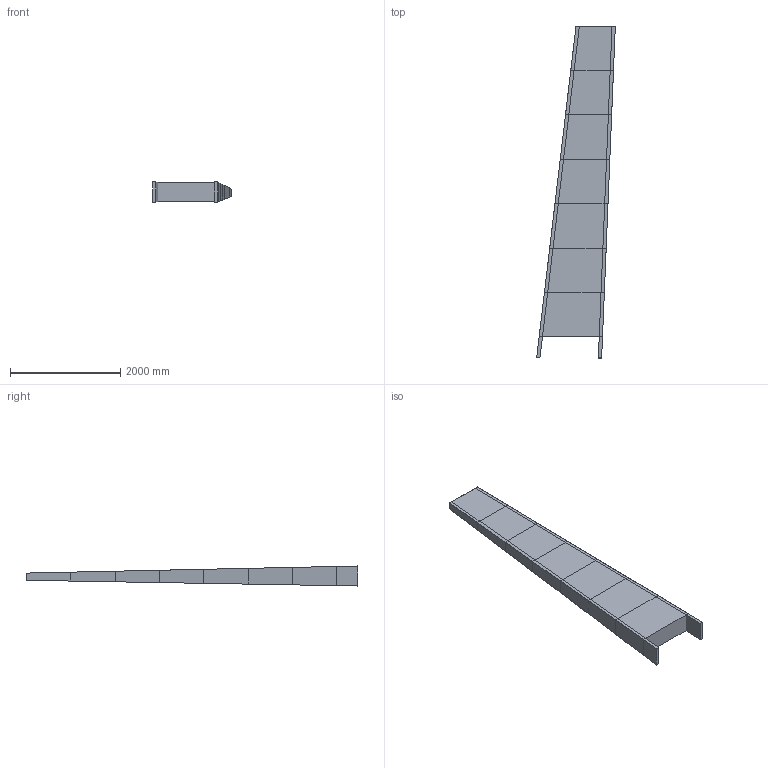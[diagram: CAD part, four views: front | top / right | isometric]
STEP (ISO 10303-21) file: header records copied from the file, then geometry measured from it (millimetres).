
FILE_DESCRIPTION(/* description */ ('STEP AP214'),/* implementation_level */ '2;1');
FILE_NAME(/* name */ '6673a52cf28c3975dbb7adb6',/* time_stamp */ '2024-06-20T03:42:37Z',/* author */ (''),/* organization */ (''),/* preprocessor_version */ 'ST-DEVELOPER v20',/* originating_system */ ' ',/* authorisation */ ' ');
FILE_SCHEMA (('AUTOMOTIVE_DESIGN {1 0 10303 214 3 1 1}'));
Length unit declared in the file: metre
Products named in the file (45): Assembly 1; box_aft; Part 1; box_top; Surface 27; Surface 7; box_root; box_bottom; box_fwd; Part 2; Surface 12; Surface 22; Surface 32; Surface 17; Surface 41; Surface 42; Surface 2
Assembly tree (44 placements, depth 2):
  Assembly 1
    box_aft
    Part 1
    box_top
    Surface 27
    Surface 7
    box_root
    box_bottom
    box_fwd
    box_aft
    box_top
    box_aft
    box_fwd
    box_bottom
    box_fwd
    box_aft
    Part 2
    box_fwd
    box_aft
    box_aft
    box_fwd
    Surface 12
    box_top
    box_fwd
    Surface 22
    box_top
    box_bottom
    box_top
    box_bottom
    box_bottom
    box_top
    Surface 32
    Surface 17
    box_bottom
    box_fwd
    Surface 41
    Surface 42
    Surface 2
    box_fwd
    box_bottom
    box_aft
    box_bottom
    box_top
    box_top
    box_aft
Bounding box: 1427.02 x 6024.68 x 363.08 mm (x, y, z)
Volume: 178382351.3 mm3; surface area: 25555873.1 mm2
Topology: 2 solids, 44 shells, 54 faces, 192 edges, 184 vertices
Faces by surface type: plane 54
Entity records: 3608 total; most frequent: CARTESIAN_POINT 475, DIRECTION 390, ORIENTED_EDGE 216, EDGE_CURVE 192, LINE 192, VECTOR 192, VERTEX_POINT 184, AXIS2_PLACEMENT_3D 99
